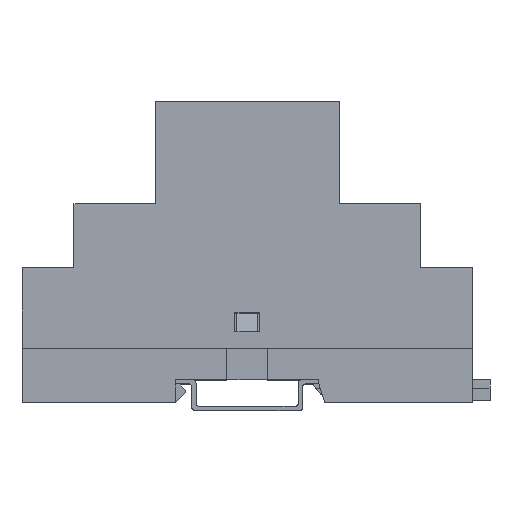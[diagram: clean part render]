
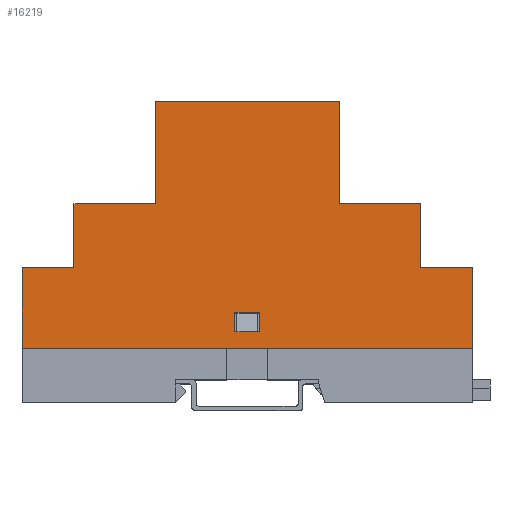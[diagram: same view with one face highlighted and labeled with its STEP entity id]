
A CAD part, top view. The second image highlights one B-rep face of the part: STEP entity #16219.
In plain terms, the highlighted face is planar.
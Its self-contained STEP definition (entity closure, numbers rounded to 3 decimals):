
#161 = EDGE_CURVE ( 'NONE', #2211, #7751, #11074, .T. ) ;
#175 = VECTOR ( 'NONE', #18008, 1000. ) ;
#201 = CARTESIAN_POINT ( 'NONE',  ( 11.25, -3., 8.7 ) ) ;
#297 = VECTOR ( 'NONE', #10899, 1000. ) ;
#537 = CARTESIAN_POINT ( 'NONE',  ( 11.25, -42.3, 19.6 ) ) ;
#916 = VERTEX_POINT ( 'NONE', #6137 ) ;
#995 = CARTESIAN_POINT ( 'NONE',  ( 11.25, 3., 4. ) ) ;
#1148 = CARTESIAN_POINT ( 'NONE',  ( 11.25, -55., 19.6 ) ) ;
#1228 = CARTESIAN_POINT ( 'NONE',  ( 11.25, -42.3, 35.3 ) ) ;
#1315 = CARTESIAN_POINT ( 'NONE',  ( 11.25, 55., 35.3 ) ) ;
#1350 = VERTEX_POINT ( 'NONE', #5923 ) ;
#1702 = FACE_OUTER_BOUND ( 'NONE', #11401, .T. ) ;
#1748 = ORIENTED_EDGE ( 'NONE', *, *, #13528, .T. ) ;
#1821 = LINE ( 'NONE', #201, #16204 ) ;
#1869 = VERTEX_POINT ( 'NONE', #4990 ) ;
#1912 = FACE_BOUND ( 'NONE', #2782, .T. ) ;
#1936 = DIRECTION ( 'NONE',  ( 0., 0., -1. ) ) ;
#2211 = VERTEX_POINT ( 'NONE', #1228 ) ;
#2260 = DIRECTION ( 'NONE',  ( 0., 0., 1. ) ) ;
#2294 = VERTEX_POINT ( 'NONE', #16877 ) ;
#2358 = VERTEX_POINT ( 'NONE', #15415 ) ;
#2453 = VECTOR ( 'NONE', #15541, 1000. ) ;
#2517 = ORIENTED_EDGE ( 'NONE', *, *, #13264, .F. ) ;
#2732 = LINE ( 'NONE', #3844, #10802 ) ;
#2782 = EDGE_LOOP ( 'NONE', ( #6220, #10518, #17708, #6211 ) ) ;
#3029 = EDGE_CURVE ( 'NONE', #916, #4184, #1821, .T. ) ;
#3090 = VECTOR ( 'NONE', #13362, 1000. ) ;
#3643 = VERTEX_POINT ( 'NONE', #8059 ) ;
#3844 = CARTESIAN_POINT ( 'NONE',  ( 11.25, 3., 8.7 ) ) ;
#3872 = VECTOR ( 'NONE', #6661, 1000. ) ;
#4128 = VECTOR ( 'NONE', #6090, 1000. ) ;
#4184 = VERTEX_POINT ( 'NONE', #11875 ) ;
#4189 = EDGE_CURVE ( 'NONE', #1350, #10477, #12112, .T. ) ;
#4304 = CARTESIAN_POINT ( 'NONE',  ( 11.25, 22.5, 60.3 ) ) ;
#4380 = EDGE_CURVE ( 'NONE', #8209, #3643, #8482, .T. ) ;
#4826 = EDGE_CURVE ( 'NONE', #4184, #14526, #7603, .T. ) ;
#4956 = CARTESIAN_POINT ( 'NONE',  ( 11.25, 55., 35.3 ) ) ;
#4990 = CARTESIAN_POINT ( 'NONE',  ( 11.25, -55., 19.6 ) ) ;
#5092 = ORIENTED_EDGE ( 'NONE', *, *, #10430, .F. ) ;
#5405 = CARTESIAN_POINT ( 'NONE',  ( 11.25, 3., 8.7 ) ) ;
#5579 = EDGE_CURVE ( 'NONE', #14526, #15513, #2732, .T. ) ;
#5897 = CARTESIAN_POINT ( 'NONE',  ( 11.25, 55., 0. ) ) ;
#5906 = VECTOR ( 'NONE', #9031, 1000. ) ;
#5909 = EDGE_CURVE ( 'NONE', #10041, #7751, #7548, .T. ) ;
#5923 = CARTESIAN_POINT ( 'NONE',  ( 11.25, -55., 0. ) ) ;
#6090 = DIRECTION ( 'NONE',  ( 0., 0., 1. ) ) ;
#6137 = CARTESIAN_POINT ( 'NONE',  ( 11.25, -3., 8.7 ) ) ;
#6211 = ORIENTED_EDGE ( 'NONE', *, *, #3029, .F. ) ;
#6220 = ORIENTED_EDGE ( 'NONE', *, *, #13310, .F. ) ;
#6596 = DIRECTION ( 'NONE',  ( 0., 0., -1. ) ) ;
#6661 = DIRECTION ( 'NONE',  ( 0., 1., 0. ) ) ;
#6892 = CARTESIAN_POINT ( 'NONE',  ( 11.25, 22.5, 60.3 ) ) ;
#7439 = LINE ( 'NONE', #15261, #15680 ) ;
#7548 = LINE ( 'NONE', #11734, #12304 ) ;
#7552 = ORIENTED_EDGE ( 'NONE', *, *, #161, .F. ) ;
#7603 = LINE ( 'NONE', #995, #3872 ) ;
#7751 = VERTEX_POINT ( 'NONE', #17434 ) ;
#8004 = CARTESIAN_POINT ( 'NONE',  ( 11.25, 55., 35.3 ) ) ;
#8059 = CARTESIAN_POINT ( 'NONE',  ( 11.25, 42.3, 35.3 ) ) ;
#8209 = VERTEX_POINT ( 'NONE', #11410 ) ;
#8306 = LINE ( 'NONE', #6892, #175 ) ;
#8482 = LINE ( 'NONE', #8004, #10422 ) ;
#8485 = VERTEX_POINT ( 'NONE', #14312 ) ;
#8651 = DIRECTION ( 'NONE',  ( 0., 0., -1. ) ) ;
#8900 = EDGE_CURVE ( 'NONE', #2294, #8485, #9603, .T. ) ;
#8938 = LINE ( 'NONE', #537, #5906 ) ;
#9020 = ORIENTED_EDGE ( 'NONE', *, *, #16326, .F. ) ;
#9031 = DIRECTION ( 'NONE',  ( 0., 0., 1. ) ) ;
#9124 = EDGE_CURVE ( 'NONE', #1869, #1350, #17467, .T. ) ;
#9246 = DIRECTION ( 'NONE',  ( 0., 0., 1. ) ) ;
#9310 = DIRECTION ( 'NONE',  ( -1., 0., 0. ) ) ;
#9401 = CARTESIAN_POINT ( 'NONE',  ( 11.25, -55., 35.3 ) ) ;
#9483 = DIRECTION ( 'NONE',  ( 0., 1., 0. ) ) ;
#9603 = LINE ( 'NONE', #16430, #16146 ) ;
#9626 = EDGE_CURVE ( 'NONE', #2358, #2211, #8938, .T. ) ;
#10011 = CARTESIAN_POINT ( 'NONE',  ( 11.25, 42.3, 19.6 ) ) ;
#10041 = VERTEX_POINT ( 'NONE', #12372 ) ;
#10412 = LINE ( 'NONE', #14731, #16519 ) ;
#10422 = VECTOR ( 'NONE', #16312, 1000. ) ;
#10430 = EDGE_CURVE ( 'NONE', #17735, #8209, #11381, .T. ) ;
#10477 = VERTEX_POINT ( 'NONE', #5897 ) ;
#10518 = ORIENTED_EDGE ( 'NONE', *, *, #5579, .F. ) ;
#10542 = DIRECTION ( 'NONE',  ( 0., 1., 0. ) ) ;
#10802 = VECTOR ( 'NONE', #2260, 1000. ) ;
#10899 = DIRECTION ( 'NONE',  ( 0., 1., 0. ) ) ;
#11061 = DIRECTION ( 'NONE',  ( 0., 1., 0. ) ) ;
#11074 = LINE ( 'NONE', #1315, #17624 ) ;
#11231 = AXIS2_PLACEMENT_3D ( 'NONE', #4956, #9310, #9246 ) ;
#11381 = LINE ( 'NONE', #4304, #2453 ) ;
#11401 = EDGE_LOOP ( 'NONE', ( #7552, #16630, #12259, #13691, #17060, #9020, #16603, #1748, #17468, #5092, #2517, #16819 ) ) ;
#11410 = CARTESIAN_POINT ( 'NONE',  ( 11.25, 22.5, 35.3 ) ) ;
#11734 = CARTESIAN_POINT ( 'NONE',  ( 11.25, -22.5, 60.3 ) ) ;
#11875 = CARTESIAN_POINT ( 'NONE',  ( 11.25, -3., 4. ) ) ;
#12112 = LINE ( 'NONE', #17607, #17988 ) ;
#12259 = ORIENTED_EDGE ( 'NONE', *, *, #17562, .F. ) ;
#12304 = VECTOR ( 'NONE', #1936, 1000. ) ;
#12372 = CARTESIAN_POINT ( 'NONE',  ( 11.25, -22.5, 60.3 ) ) ;
#12899 = CARTESIAN_POINT ( 'NONE',  ( 11.25, 22.5, 60.3 ) ) ;
#13264 = EDGE_CURVE ( 'NONE', #10041, #17735, #8306, .T. ) ;
#13310 = EDGE_CURVE ( 'NONE', #15513, #916, #7439, .T. ) ;
#13362 = DIRECTION ( 'NONE',  ( 0., 0., -1. ) ) ;
#13528 = EDGE_CURVE ( 'NONE', #2294, #3643, #17194, .T. ) ;
#13691 = ORIENTED_EDGE ( 'NONE', *, *, #9124, .T. ) ;
#13975 = DIRECTION ( 'NONE',  ( 0., -1., 0. ) ) ;
#14298 = CARTESIAN_POINT ( 'NONE',  ( 11.25, 3., 4. ) ) ;
#14312 = CARTESIAN_POINT ( 'NONE',  ( 11.25, 55., 19.6 ) ) ;
#14526 = VERTEX_POINT ( 'NONE', #14298 ) ;
#14731 = CARTESIAN_POINT ( 'NONE',  ( 11.25, 55., 35.3 ) ) ;
#14790 = PLANE ( 'NONE',  #11231 ) ;
#15261 = CARTESIAN_POINT ( 'NONE',  ( 11.25, 3., 8.7 ) ) ;
#15415 = CARTESIAN_POINT ( 'NONE',  ( 11.25, -42.3, 19.6 ) ) ;
#15513 = VERTEX_POINT ( 'NONE', #5405 ) ;
#15541 = DIRECTION ( 'NONE',  ( 0., 0., -1. ) ) ;
#15680 = VECTOR ( 'NONE', #13975, 1000. ) ;
#16146 = VECTOR ( 'NONE', #9483, 1000. ) ;
#16204 = VECTOR ( 'NONE', #8651, 1000. ) ;
#16219 = ADVANCED_FACE ( 'NONE', ( #1912, #1702 ), #14790, .F. ) ;
#16312 = DIRECTION ( 'NONE',  ( 0., 1., 0. ) ) ;
#16326 = EDGE_CURVE ( 'NONE', #8485, #10477, #10412, .T. ) ;
#16430 = CARTESIAN_POINT ( 'NONE',  ( 11.25, 55., 19.6 ) ) ;
#16519 = VECTOR ( 'NONE', #6596, 1000. ) ;
#16603 = ORIENTED_EDGE ( 'NONE', *, *, #8900, .F. ) ;
#16630 = ORIENTED_EDGE ( 'NONE', *, *, #9626, .F. ) ;
#16665 = LINE ( 'NONE', #1148, #297 ) ;
#16819 = ORIENTED_EDGE ( 'NONE', *, *, #5909, .T. ) ;
#16877 = CARTESIAN_POINT ( 'NONE',  ( 11.25, 42.3, 19.6 ) ) ;
#17060 = ORIENTED_EDGE ( 'NONE', *, *, #4189, .T. ) ;
#17194 = LINE ( 'NONE', #10011, #4128 ) ;
#17434 = CARTESIAN_POINT ( 'NONE',  ( 11.25, -22.5, 35.3 ) ) ;
#17467 = LINE ( 'NONE', #9401, #3090 ) ;
#17468 = ORIENTED_EDGE ( 'NONE', *, *, #4380, .F. ) ;
#17562 = EDGE_CURVE ( 'NONE', #1869, #2358, #16665, .T. ) ;
#17607 = CARTESIAN_POINT ( 'NONE',  ( 11.25, 55., 0. ) ) ;
#17624 = VECTOR ( 'NONE', #11061, 1000. ) ;
#17708 = ORIENTED_EDGE ( 'NONE', *, *, #4826, .F. ) ;
#17735 = VERTEX_POINT ( 'NONE', #12899 ) ;
#17988 = VECTOR ( 'NONE', #10542, 1000. ) ;
#18008 = DIRECTION ( 'NONE',  ( 0., 1., 0. ) ) ;
